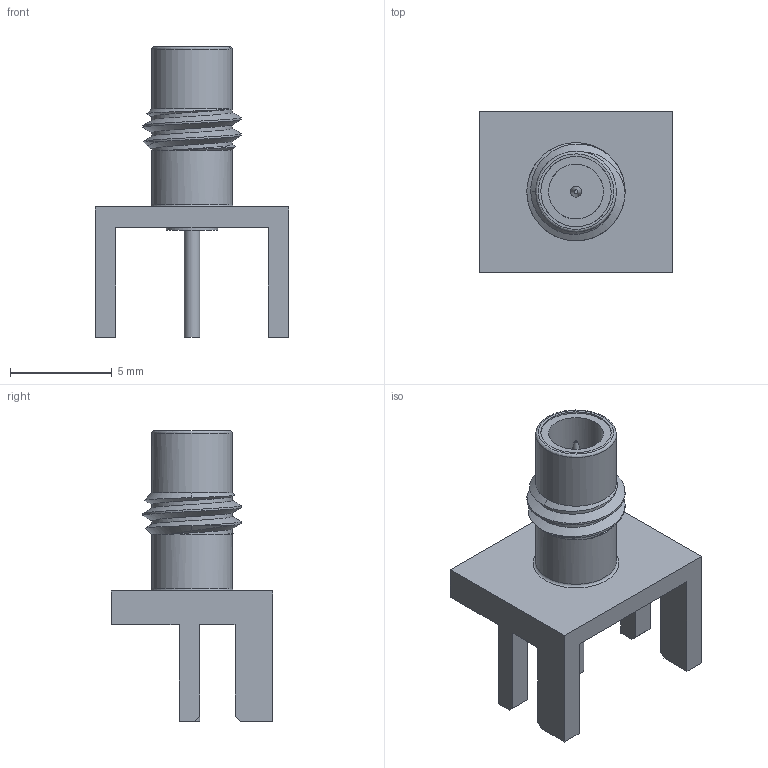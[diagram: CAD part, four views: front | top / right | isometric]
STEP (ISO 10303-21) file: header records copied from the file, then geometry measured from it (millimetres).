
FILE_DESCRIPTION (( 'STEP AP203' ), '1' );
FILE_NAME ('FMCN44130_3D.step', '2022-11-28T22:39:01', ( '' ), ( '' ), 'SwSTEP 2.0', 'SolidWorks 2021', '' );
FILE_SCHEMA (( 'CONFIG_CONTROL_DESIGN' ));
Length unit declared in the file: inch
Products named in the file (1): FMCN44130_3D
Bounding box: 9.53 x 7.92 x 14.27 mm (x, y, z)
Volume: 201.9 mm3; surface area: 458.4 mm2
Topology: 1 solids, 1 shells, 52 faces, 142 edges, 98 vertices
Faces by surface type: plane 32, cylinder 8, cone 7, bspline 4, torus 1
Full cylindrical faces by diameter (mm): 0.533 x1, 0.762 x1, 2.54 x1, 2.692 x1, 3.454 x1, 3.962 x2
Entity records: 3249 total; most frequent: CARTESIAN_POINT 1988, ORIENTED_EDGE 256, DIRECTION 205, EDGE_CURVE 128, VERTEX_POINT 94, LINE 75, VECTOR 75, EDGE_LOOP 68
